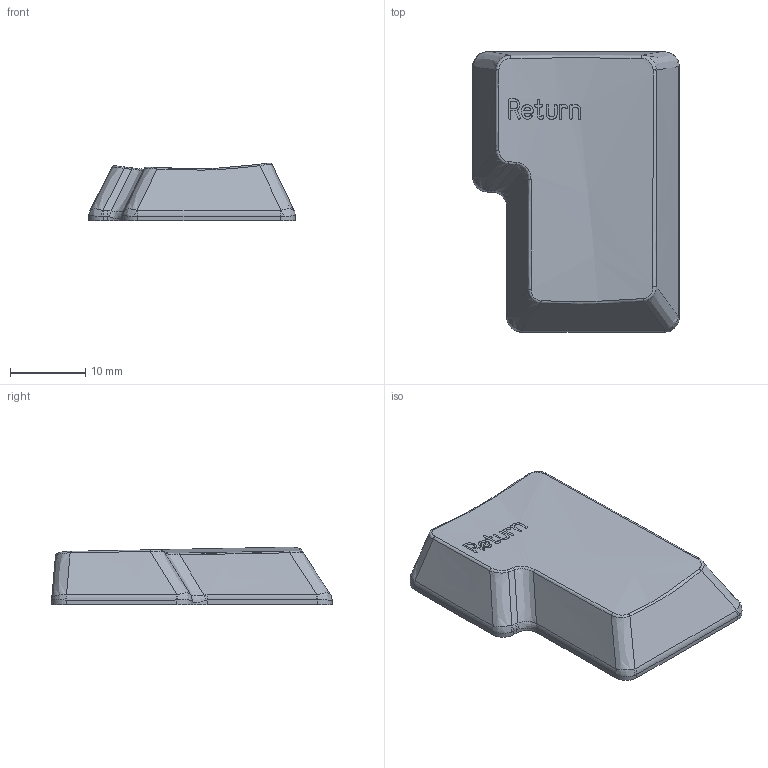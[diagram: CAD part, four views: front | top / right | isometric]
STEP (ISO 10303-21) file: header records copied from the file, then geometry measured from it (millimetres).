
FILE_DESCRIPTION(/* description */ (''),/* implementation_level */ '2;1');
FILE_NAME(/* name */ 'Row_2-3_ISO_Return.step',/* time_stamp */ '2021-08-10T00:17:58-05:00',/* author */ (''),/* organization */ (''),/* preprocessor_version */ 'ST-DEVELOPER v18.1',/* originating_system */ 'Autodesk Translation Framework v10.9.0.1377',/* authorisation */ '');
FILE_SCHEMA (('AUTOMOTIVE_DESIGN { 1 0 10303 214 3 1 1 }'));
Length unit declared in the file: millimetre
Products named in the file (1): Row_2-3_ISO_Return
Bounding box: 27.46 x 37.21 x 7.65 mm (x, y, z)
Volume: 1423.7 mm3; surface area: 3500.4 mm2
Topology: 1 solids, 1 shells, 145 faces, 470 edges, 341 vertices
Faces by surface type: bspline 69, plane 58, cylinder 18
Full cylindrical faces by diameter (mm): 5.5 x3
Entity records: 7790 total; most frequent: CARTESIAN_POINT 4167, ORIENTED_EDGE 940, EDGE_CURVE 470, DIRECTION 447, VERTEX_POINT 341, B_SPLINE_CURVE_WITH_KNOTS 257, EDGE_LOOP 159, AXIS2_PLACEMENT_3D 157
